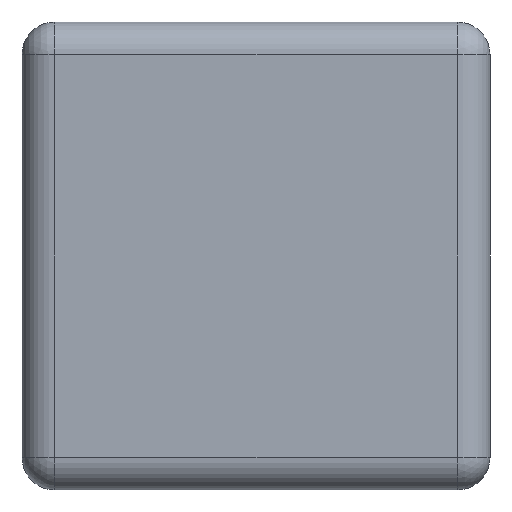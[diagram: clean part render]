
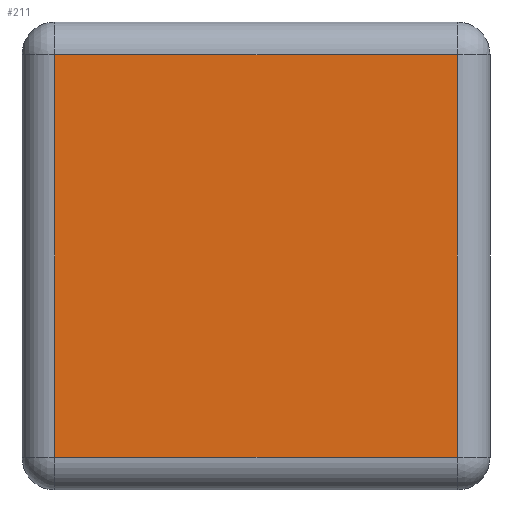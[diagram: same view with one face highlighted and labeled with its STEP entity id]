
A CAD part, left-side view. The second image highlights one B-rep face of the part: STEP entity #211.
In plain terms, the highlighted planar face has unit normal (-1, 0, 0).
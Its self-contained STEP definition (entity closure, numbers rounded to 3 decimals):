
#211=ADVANCED_FACE('NONE',(#212),#246,.F.);
#212=FACE_BOUND('NONE',#213,.T.);
#213=EDGE_LOOP('',(#214,#224,#232,#240));
#214=ORIENTED_EDGE('',*,*,#215,.T.);
#215=EDGE_CURVE('NONE',#216,#218,#220,.T.);
#216=VERTEX_POINT('NONE',#217);
#217=CARTESIAN_POINT('',(0.0,0.215,-0.215));
#218=VERTEX_POINT('NONE',#219);
#219=CARTESIAN_POINT('',(0.0,-0.215,-0.215));
#220=LINE('',#221,#222);
#221=CARTESIAN_POINT('',(0.0,0.0,-0.215));
#222=VECTOR('',#223,1.0);
#223=DIRECTION('',(0.0,-1.0,0.0));
#224=ORIENTED_EDGE('',*,*,#225,.T.);
#225=EDGE_CURVE('NONE',#218,#226,#228,.T.);
#226=VERTEX_POINT('NONE',#227);
#227=CARTESIAN_POINT('',(0.0,-0.215,0.215));
#228=LINE('',#229,#230);
#229=CARTESIAN_POINT('',(0.0,-0.215,0.0));
#230=VECTOR('',#231,1.0);
#231=DIRECTION('',(0.0,0.0,1.0));
#232=ORIENTED_EDGE('',*,*,#233,.T.);
#233=EDGE_CURVE('NONE',#226,#234,#236,.T.);
#234=VERTEX_POINT('NONE',#235);
#235=CARTESIAN_POINT('',(0.0,0.215,0.215));
#236=LINE('',#237,#238);
#237=CARTESIAN_POINT('',(0.0,0.0,0.215));
#238=VECTOR('',#239,1.0);
#239=DIRECTION('',(0.0,1.0,0.0));
#240=ORIENTED_EDGE('',*,*,#241,.T.);
#241=EDGE_CURVE('NONE',#234,#216,#242,.T.);
#242=LINE('',#243,#244);
#243=CARTESIAN_POINT('',(0.0,0.215,0.));
#244=VECTOR('',#245,1.0);
#245=DIRECTION('',(0.0,0.,-1.0));
#246=PLANE('',#247);
#247=AXIS2_PLACEMENT_3D('',#248,#249,#250);
#248=CARTESIAN_POINT('',(0.0,0.0,0.0));
#249=DIRECTION('',(1.0,0.0,0.0));
#250=DIRECTION('',(0.0,0.0,-1.0));
